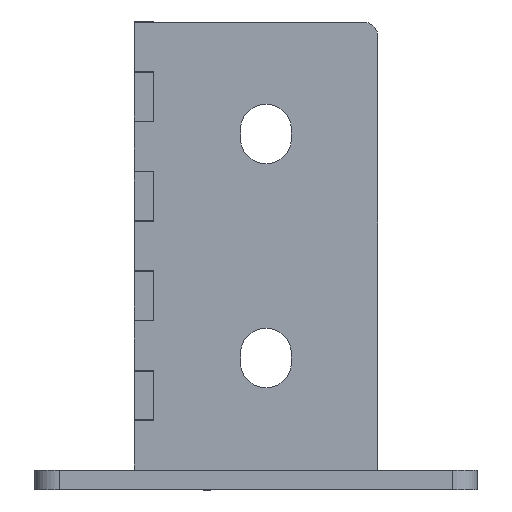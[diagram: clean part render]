
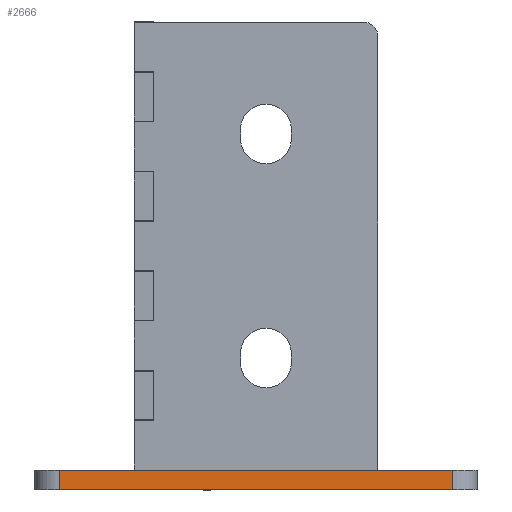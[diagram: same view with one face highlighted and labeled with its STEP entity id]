
A CAD part, front view. The second image highlights one B-rep face of the part: STEP entity #2666.
In plain terms, the highlighted planar face has unit normal (0, -1, 0).
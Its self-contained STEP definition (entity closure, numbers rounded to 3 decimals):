
#40 = CARTESIAN_POINT ( 'NONE',  ( -44.5, -66.5, 0. ) ) ;
#133 = ORIENTED_EDGE ( 'NONE', *, *, #3802, .T. ) ;
#255 = EDGE_CURVE ( 'NONE', #2436, #1174, #1845, .T. ) ;
#422 = DIRECTION ( 'NONE',  ( 0., 0., 1. ) ) ;
#563 = VECTOR ( 'NONE', #1685, 1000. ) ;
#726 = CARTESIAN_POINT ( 'NONE',  ( -44.5, -66.5, 4. ) ) ;
#853 = DIRECTION ( 'NONE',  ( 0., 0., 1. ) ) ;
#1029 = VECTOR ( 'NONE', #422, 1000. ) ;
#1072 = LINE ( 'NONE', #726, #3824 ) ;
#1174 = VERTEX_POINT ( 'NONE', #2691 ) ;
#1231 = ORIENTED_EDGE ( 'NONE', *, *, #3577, .T. ) ;
#1281 = VERTEX_POINT ( 'NONE', #2416 ) ;
#1369 = EDGE_LOOP ( 'NONE', ( #133, #2315, #2564, #1231 ) ) ;
#1439 = CARTESIAN_POINT ( 'NONE',  ( 39.5, -66.5, 0. ) ) ;
#1483 = DIRECTION ( 'NONE',  ( 0., 1., 0. ) ) ;
#1652 = AXIS2_PLACEMENT_3D ( 'NONE', #3715, #1483, #853 ) ;
#1685 = DIRECTION ( 'NONE',  ( 0., 0., -1. ) ) ;
#1802 = CARTESIAN_POINT ( 'NONE',  ( -39.5, -66.5, 4. ) ) ;
#1845 = LINE ( 'NONE', #1929, #1029 ) ;
#1876 = VECTOR ( 'NONE', #2203, 1000. ) ;
#1929 = CARTESIAN_POINT ( 'NONE',  ( 39.5, -66.5, 4. ) ) ;
#2203 = DIRECTION ( 'NONE',  ( 1., 0., 0. ) ) ;
#2315 = ORIENTED_EDGE ( 'NONE', *, *, #255, .T. ) ;
#2416 = CARTESIAN_POINT ( 'NONE',  ( -39.5, -66.5, 0. ) ) ;
#2424 = FACE_OUTER_BOUND ( 'NONE', #1369, .T. ) ;
#2436 = VERTEX_POINT ( 'NONE', #1439 ) ;
#2443 = PLANE ( 'NONE',  #1652 ) ;
#2564 = ORIENTED_EDGE ( 'NONE', *, *, #3873, .F. ) ;
#2666 = ADVANCED_FACE ( 'NONE', ( #2424 ), #2443, .F. ) ;
#2691 = CARTESIAN_POINT ( 'NONE',  ( 39.5, -66.5, 4. ) ) ;
#3210 = LINE ( 'NONE', #40, #1876 ) ;
#3294 = CARTESIAN_POINT ( 'NONE',  ( -39.5, -66.5, 4. ) ) ;
#3414 = VERTEX_POINT ( 'NONE', #1802 ) ;
#3577 = EDGE_CURVE ( 'NONE', #3414, #1281, #3945, .T. ) ;
#3715 = CARTESIAN_POINT ( 'NONE',  ( -44.5, -66.5, 4. ) ) ;
#3802 = EDGE_CURVE ( 'NONE', #1281, #2436, #3210, .T. ) ;
#3824 = VECTOR ( 'NONE', #3900, 1000. ) ;
#3873 = EDGE_CURVE ( 'NONE', #3414, #1174, #1072, .T. ) ;
#3900 = DIRECTION ( 'NONE',  ( 1., 0., 0. ) ) ;
#3945 = LINE ( 'NONE', #3294, #563 ) ;
